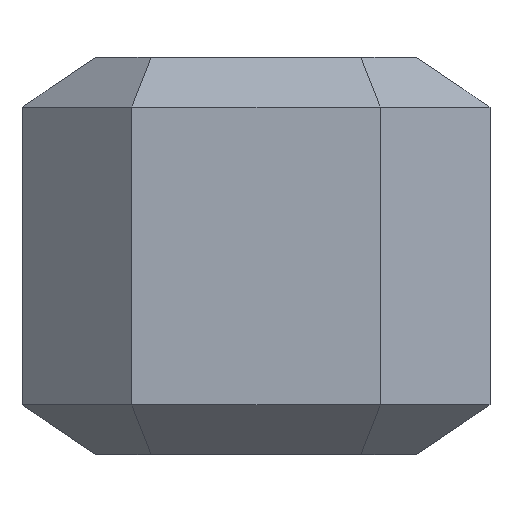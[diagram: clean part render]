
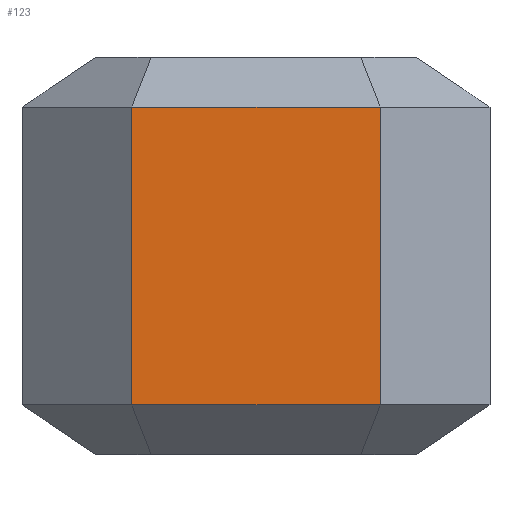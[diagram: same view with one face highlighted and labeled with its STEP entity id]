
A CAD part, left-side view. The second image highlights one B-rep face of the part: STEP entity #123.
In plain terms, the highlighted planar face has unit normal (-1, 0, 0).
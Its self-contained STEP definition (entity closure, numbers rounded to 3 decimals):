
#9 = CARTESIAN_POINT ( 'NONE',  ( -3.851, 13.702, 13.3 ) ) ;
#16 = VECTOR ( 'NONE', #272, 1000. ) ;
#17 = CARTESIAN_POINT ( 'NONE',  ( -3.851, 4.202, 1.9 ) ) ;
#36 = CARTESIAN_POINT ( 'NONE',  ( -3.851, 13.702, 15.2 ) ) ;
#39 = CARTESIAN_POINT ( 'NONE',  ( -3.851, 4.202, 1.9 ) ) ;
#106 = EDGE_CURVE ( 'NONE', #317, #517, #242, .T. ) ;
#113 = LINE ( 'NONE', #195, #16 ) ;
#114 = CARTESIAN_POINT ( 'NONE',  ( -3.851, 13.702, 15.2 ) ) ;
#123 = ADVANCED_FACE ( 'NONE', ( #154 ), #494, .F. ) ;
#152 = EDGE_CURVE ( 'NONE', #517, #464, #392, .T. ) ;
#154 = FACE_OUTER_BOUND ( 'NONE', #387, .T. ) ;
#167 = AXIS2_PLACEMENT_3D ( 'NONE', #114, #284, #453 ) ;
#175 = DIRECTION ( 'NONE',  ( 0., 1., 0. ) ) ;
#194 = VERTEX_POINT ( 'NONE', #475 ) ;
#195 = CARTESIAN_POINT ( 'NONE',  ( -3.851, 4.202, 15.2 ) ) ;
#219 = DIRECTION ( 'NONE',  ( 0., -1., 0. ) ) ;
#238 = DIRECTION ( 'NONE',  ( 0., 0., -1. ) ) ;
#242 = LINE ( 'NONE', #36, #333 ) ;
#252 = EDGE_CURVE ( 'NONE', #194, #317, #466, .T. ) ;
#272 = DIRECTION ( 'NONE',  ( 0., 0., -1. ) ) ;
#273 = ORIENTED_EDGE ( 'NONE', *, *, #252, .T. ) ;
#284 = DIRECTION ( 'NONE',  ( 1., 0., 0. ) ) ;
#317 = VERTEX_POINT ( 'NONE', #484 ) ;
#318 = EDGE_CURVE ( 'NONE', #194, #464, #113, .T. ) ;
#333 = VECTOR ( 'NONE', #238, 1000. ) ;
#377 = ORIENTED_EDGE ( 'NONE', *, *, #318, .F. ) ;
#387 = EDGE_LOOP ( 'NONE', ( #377, #273, #507, #420 ) ) ;
#391 = VECTOR ( 'NONE', #219, 1000. ) ;
#392 = LINE ( 'NONE', #17, #391 ) ;
#417 = VECTOR ( 'NONE', #175, 1000. ) ;
#420 = ORIENTED_EDGE ( 'NONE', *, *, #152, .T. ) ;
#453 = DIRECTION ( 'NONE',  ( 0., 0., -1. ) ) ;
#456 = CARTESIAN_POINT ( 'NONE',  ( -3.851, 13.702, 1.9 ) ) ;
#464 = VERTEX_POINT ( 'NONE', #39 ) ;
#466 = LINE ( 'NONE', #9, #417 ) ;
#475 = CARTESIAN_POINT ( 'NONE',  ( -3.851, 4.202, 13.3 ) ) ;
#484 = CARTESIAN_POINT ( 'NONE',  ( -3.851, 13.702, 13.3 ) ) ;
#494 = PLANE ( 'NONE',  #167 ) ;
#507 = ORIENTED_EDGE ( 'NONE', *, *, #106, .T. ) ;
#517 = VERTEX_POINT ( 'NONE', #456 ) ;
